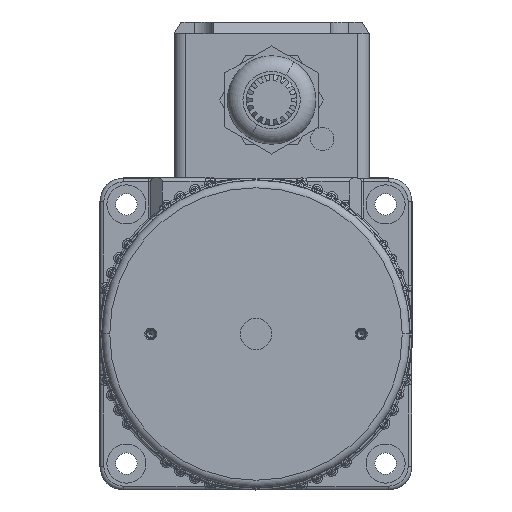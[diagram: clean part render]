
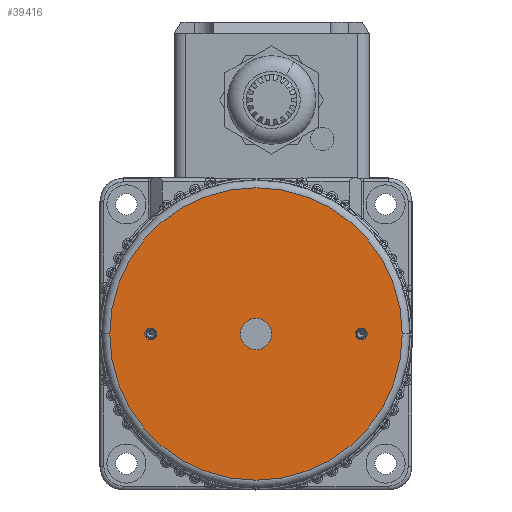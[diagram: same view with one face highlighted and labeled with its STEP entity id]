
A CAD part, front view. The second image highlights one B-rep face of the part: STEP entity #39416.
In plain terms, the highlighted face is planar.
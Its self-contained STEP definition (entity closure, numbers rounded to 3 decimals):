
#89 = CIRCLE ( 'NONE', #9998, 1.525 ) ;
#692 = CARTESIAN_POINT ( 'NONE',  ( 0., 0., 0. ) ) ;
#2051 = DIRECTION ( 'NONE',  ( 0., 0., -1. ) ) ;
#3530 = CIRCLE ( 'NONE', #39712, 1.525 ) ;
#3829 = DIRECTION ( 'NONE',  ( 1., 0., 0. ) ) ;
#4726 = EDGE_LOOP ( 'NONE', ( #7678, #11635 ) ) ;
#5070 = EDGE_LOOP ( 'NONE', ( #37761, #19487 ) ) ;
#5237 = VERTEX_POINT ( 'NONE', #15290 ) ;
#5663 = VERTEX_POINT ( 'NONE', #16192 ) ;
#5712 = DIRECTION ( 'NONE',  ( 0., 0., 1. ) ) ;
#6281 = CIRCLE ( 'NONE', #12205, 4. ) ;
#7481 = FACE_BOUND ( 'NONE', #13793, .T. ) ;
#7678 = ORIENTED_EDGE ( 'NONE', *, *, #26539, .T. ) ;
#7900 = DIRECTION ( 'NONE',  ( 0., 0., 1. ) ) ;
#7927 = DIRECTION ( 'NONE',  ( 0., 0., -1. ) ) ;
#8025 = AXIS2_PLACEMENT_3D ( 'NONE', #31403, #12798, #34488 ) ;
#9400 = VERTEX_POINT ( 'NONE', #26181 ) ;
#9998 = AXIS2_PLACEMENT_3D ( 'NONE', #26498, #7900, #29637 ) ;
#10344 = AXIS2_PLACEMENT_3D ( 'NONE', #11887, #33579, #15005 ) ;
#11042 = CARTESIAN_POINT ( 'NONE',  ( -37.5, 0., 0. ) ) ;
#11089 = CARTESIAN_POINT ( 'NONE',  ( -25.475, 0., 0. ) ) ;
#11297 = AXIS2_PLACEMENT_3D ( 'NONE', #26534, #7927, #29665 ) ;
#11635 = ORIENTED_EDGE ( 'NONE', *, *, #35071, .T. ) ;
#11739 = EDGE_CURVE ( 'NONE', #5237, #22423, #29367, .T. ) ;
#11887 = CARTESIAN_POINT ( 'NONE',  ( -27., 0., 0. ) ) ;
#12205 = AXIS2_PLACEMENT_3D ( 'NONE', #20659, #2051, #23761 ) ;
#12798 = DIRECTION ( 'NONE',  ( 0., 0., 1. ) ) ;
#13080 = VERTEX_POINT ( 'NONE', #26591 ) ;
#13208 = EDGE_CURVE ( 'NONE', #37332, #28729, #3530, .T. ) ;
#13396 = ORIENTED_EDGE ( 'NONE', *, *, #21037, .F. ) ;
#13666 = CARTESIAN_POINT ( 'NONE',  ( -28.525, 0., 0. ) ) ;
#13782 = CARTESIAN_POINT ( 'NONE',  ( -27., 0., 0. ) ) ;
#13793 = EDGE_LOOP ( 'NONE', ( #23563, #38983 ) ) ;
#14871 = AXIS2_PLACEMENT_3D ( 'NONE', #692, #22424, #3829 ) ;
#15005 = DIRECTION ( 'NONE',  ( 1., 0., 0. ) ) ;
#15164 = DIRECTION ( 'NONE',  ( 0., 0., 1. ) ) ;
#15290 = CARTESIAN_POINT ( 'NONE',  ( 37.5, 0., 0. ) ) ;
#16192 = CARTESIAN_POINT ( 'NONE',  ( 25.475, 0., 0. ) ) ;
#16908 = DIRECTION ( 'NONE',  ( 1., 0., 0. ) ) ;
#17644 = EDGE_CURVE ( 'NONE', #5663, #24477, #33018, .T. ) ;
#18288 = CIRCLE ( 'NONE', #11297, 4. ) ;
#19487 = ORIENTED_EDGE ( 'NONE', *, *, #37757, .T. ) ;
#20659 = CARTESIAN_POINT ( 'NONE',  ( 0., 0., 0. ) ) ;
#21037 = EDGE_CURVE ( 'NONE', #28729, #37332, #38155, .T. ) ;
#22423 = VERTEX_POINT ( 'NONE', #11042 ) ;
#22424 = DIRECTION ( 'NONE',  ( 0., 0., 1. ) ) ;
#23563 = ORIENTED_EDGE ( 'NONE', *, *, #31429, .F. ) ;
#23761 = DIRECTION ( 'NONE',  ( -1., 0., 0. ) ) ;
#24294 = CARTESIAN_POINT ( 'NONE',  ( 27., 0., 0. ) ) ;
#24477 = VERTEX_POINT ( 'NONE', #37714 ) ;
#24961 = FACE_BOUND ( 'NONE', #4726, .T. ) ;
#26181 = CARTESIAN_POINT ( 'NONE',  ( -4., 0., 0. ) ) ;
#26498 = CARTESIAN_POINT ( 'NONE',  ( 27., 0., 0. ) ) ;
#26534 = CARTESIAN_POINT ( 'NONE',  ( 0., 0., 0. ) ) ;
#26539 = EDGE_CURVE ( 'NONE', #9400, #13080, #18288, .T. ) ;
#26591 = CARTESIAN_POINT ( 'NONE',  ( 4., 0., 0. ) ) ;
#26846 = AXIS2_PLACEMENT_3D ( 'NONE', #33753, #15164, #36869 ) ;
#27435 = DIRECTION ( 'NONE',  ( 1., 0., 0. ) ) ;
#27525 = PLANE ( 'NONE',  #26846 ) ;
#28729 = VERTEX_POINT ( 'NONE', #11089 ) ;
#29367 = CIRCLE ( 'NONE', #8025, 37.5 ) ;
#29592 = EDGE_LOOP ( 'NONE', ( #13396, #30292 ) ) ;
#29637 = DIRECTION ( 'NONE',  ( 1., 0., 0. ) ) ;
#29665 = DIRECTION ( 'NONE',  ( -1., 0., 0. ) ) ;
#30292 = ORIENTED_EDGE ( 'NONE', *, *, #13208, .F. ) ;
#31309 = FACE_OUTER_BOUND ( 'NONE', #5070, .T. ) ;
#31403 = CARTESIAN_POINT ( 'NONE',  ( 0., 0., 0. ) ) ;
#31429 = EDGE_CURVE ( 'NONE', #24477, #5663, #89, .T. ) ;
#32871 = AXIS2_PLACEMENT_3D ( 'NONE', #24294, #5712, #27435 ) ;
#33018 = CIRCLE ( 'NONE', #32871, 1.525 ) ;
#33579 = DIRECTION ( 'NONE',  ( 0., 0., 1. ) ) ;
#33753 = CARTESIAN_POINT ( 'NONE',  ( 0., 0., 0. ) ) ;
#34488 = DIRECTION ( 'NONE',  ( 1., 0., 0. ) ) ;
#35071 = EDGE_CURVE ( 'NONE', #13080, #9400, #6281, .T. ) ;
#35470 = DIRECTION ( 'NONE',  ( 0., 0., 1. ) ) ;
#36869 = DIRECTION ( 'NONE',  ( 1., 0., 0. ) ) ;
#37332 = VERTEX_POINT ( 'NONE', #13666 ) ;
#37714 = CARTESIAN_POINT ( 'NONE',  ( 28.525, 0., 0. ) ) ;
#37757 = EDGE_CURVE ( 'NONE', #22423, #5237, #38172, .T. ) ;
#37761 = ORIENTED_EDGE ( 'NONE', *, *, #11739, .T. ) ;
#38155 = CIRCLE ( 'NONE', #10344, 1.525 ) ;
#38172 = CIRCLE ( 'NONE', #14871, 37.5 ) ;
#38983 = ORIENTED_EDGE ( 'NONE', *, *, #17644, .F. ) ;
#39416 = ADVANCED_FACE ( 'NONE', ( #39484, #7481, #24961, #31309 ), #27525, .T. ) ;
#39484 = FACE_BOUND ( 'NONE', #29592, .T. ) ;
#39712 = AXIS2_PLACEMENT_3D ( 'NONE', #13782, #35470, #16908 ) ;
